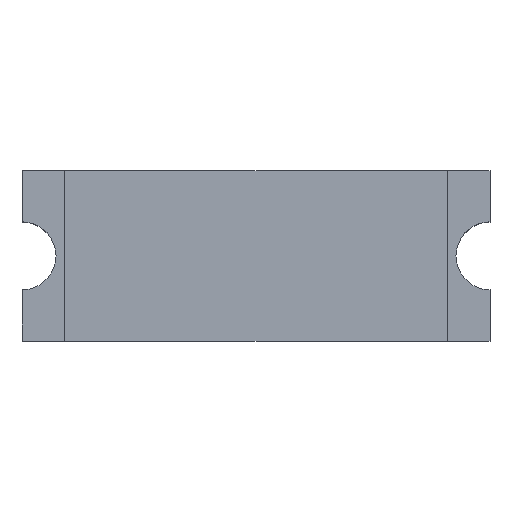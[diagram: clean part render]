
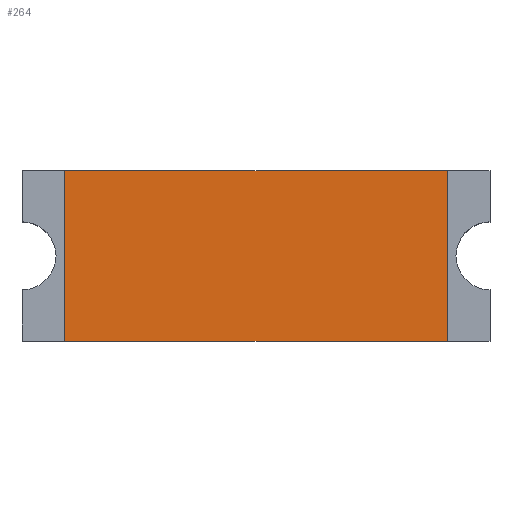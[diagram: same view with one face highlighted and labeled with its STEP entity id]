
A CAD part, top view. The second image highlights one B-rep face of the part: STEP entity #264.
In plain terms, the highlighted planar face has unit normal (0, 0, 1).
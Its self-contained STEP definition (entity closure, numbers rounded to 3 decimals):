
#28=FACE_OUTER_BOUND('',#42,.T.);
#42=EDGE_LOOP('',(#186,#187,#188,#189));
#56=LINE('',#386,#88);
#60=LINE('',#395,#92);
#62=LINE('',#398,#94);
#63=LINE('',#399,#95);
#88=VECTOR('',#314,10.);
#92=VECTOR('',#320,10.);
#94=VECTOR('',#324,10.);
#95=VECTOR('',#325,10.);
#120=VERTEX_POINT('',#383);
#121=VERTEX_POINT('',#385);
#124=VERTEX_POINT('',#392);
#125=VERTEX_POINT('',#394);
#144=EDGE_CURVE('',#121,#120,#56,.T.);
#148=EDGE_CURVE('',#125,#124,#60,.T.);
#150=EDGE_CURVE('',#120,#125,#62,.T.);
#151=EDGE_CURVE('',#124,#121,#63,.T.);
#186=ORIENTED_EDGE('',*,*,#144,.T.);
#187=ORIENTED_EDGE('',*,*,#150,.T.);
#188=ORIENTED_EDGE('',*,*,#148,.T.);
#189=ORIENTED_EDGE('',*,*,#151,.T.);
#252=PLANE('',#292);
#264=ADVANCED_FACE('',(#28),#252,.T.);
#292=AXIS2_PLACEMENT_3D('',#397,#322,#323);
#314=DIRECTION('',(0.,-1.,0.));
#320=DIRECTION('',(0.,1.,0.));
#322=DIRECTION('center_axis',(0.,0.,1.));
#323=DIRECTION('ref_axis',(1.,0.,0.));
#324=DIRECTION('',(1.,0.,0.));
#325=DIRECTION('',(-1.,0.,0.));
#383=CARTESIAN_POINT('',(0.5,0.,1.01));
#385=CARTESIAN_POINT('',(0.5,2.,1.01));
#386=CARTESIAN_POINT('',(0.5,2.,1.01));
#392=CARTESIAN_POINT('',(5.,2.,1.01));
#394=CARTESIAN_POINT('',(5.,0.,1.01));
#395=CARTESIAN_POINT('',(5.,2.,1.01));
#397=CARTESIAN_POINT('Origin',(2.75,1.,1.01));
#398=CARTESIAN_POINT('',(0.,0.,1.01));
#399=CARTESIAN_POINT('',(5.5,2.,1.01));
